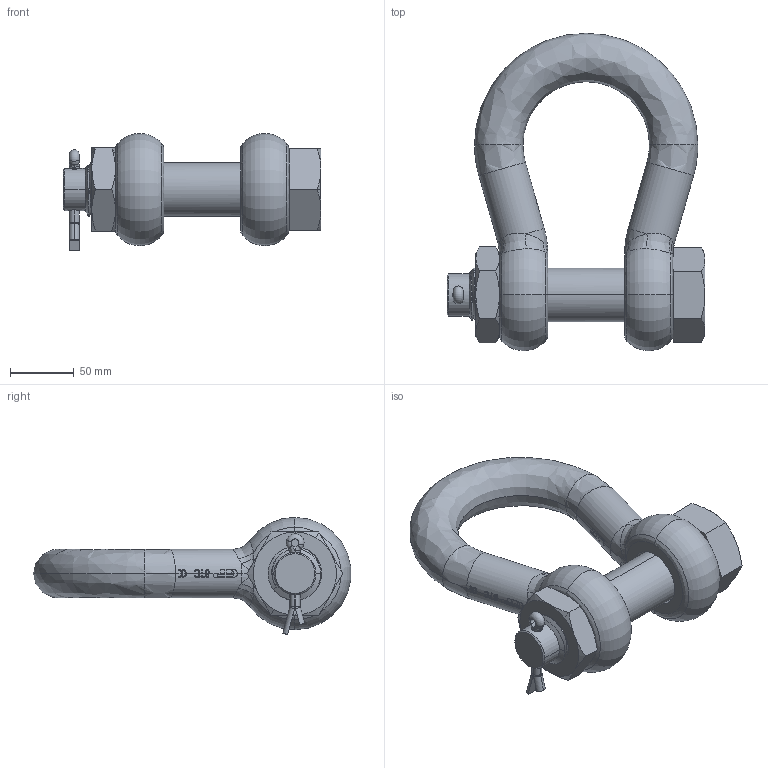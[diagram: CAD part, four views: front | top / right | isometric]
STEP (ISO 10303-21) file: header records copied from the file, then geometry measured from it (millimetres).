
FILE_DESCRIPTION(('STEP AP214'),'1');
FILE_NAME('sughmb38.stp','2017-03-31T06:21:46',('TraceParts'),('TraceParts S.A.'),'Spatial InterOp 3D',' ',' ');
FILE_SCHEMA(('automotive_design'));
Length unit declared in the file: millimetre
Products named in the file (4): sughmb38_1; sughmb38_2; sughmb38_3; sughmb38_4
Bounding box: 202 x 248.67 x 91.86 mm (x, y, z)
Volume: 1073749.3 mm3; surface area: 138755.9 mm2
Topology: 4 solids, 4 shells, 818 faces, 2259 edges, 1469 vertices
Faces by surface type: bspline 336, plane 313, cylinder 130, cone 28, torus 11
Entity records: 38388 total; most frequent: CARTESIAN_POINT 20713, ORIENTED_EDGE 4502, DIRECTION 2360, EDGE_CURVE 2251, VERTEX_POINT 1469, LINE 1060, VECTOR 1060, EDGE_LOOP 854
